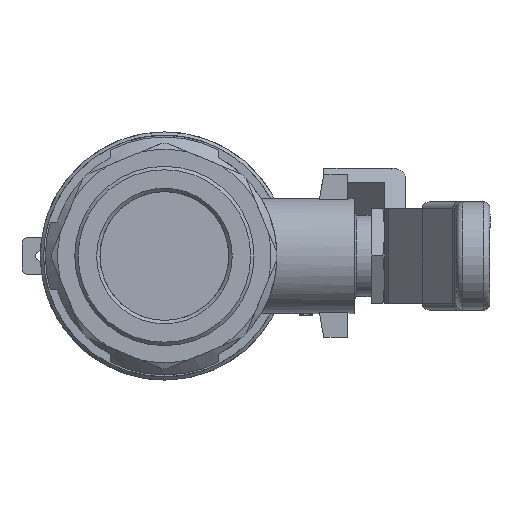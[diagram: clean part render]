
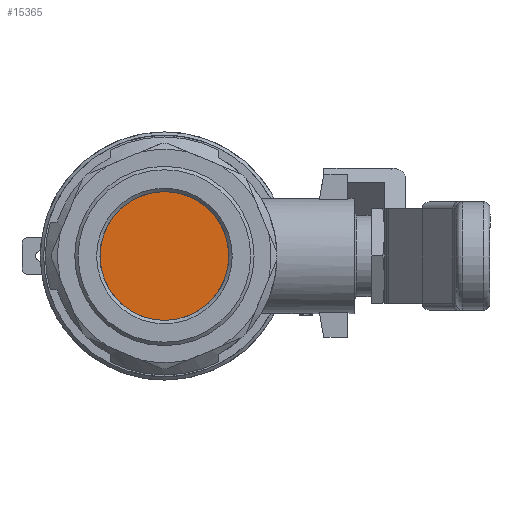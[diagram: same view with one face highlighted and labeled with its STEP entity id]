
A CAD part, front view. The second image highlights one B-rep face of the part: STEP entity #15365.
In plain terms, the highlighted face is planar.
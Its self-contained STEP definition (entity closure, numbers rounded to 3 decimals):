
#1455=PLANE('',#16157);
#5133=ORIENTED_EDGE('',*,*,#7288,.T.);
#7288=EDGE_CURVE('',#8600,#8600,#9053,.T.);
#8600=VERTEX_POINT('',#31513);
#9053=CIRCLE('',#16155,12.);
#9813=EDGE_LOOP('',(#5133));
#10678=FACE_BOUND('',#9813,.T.);
#15365=ADVANCED_FACE('',(#10678),#1455,.T.);
#16155=AXIS2_PLACEMENT_3D('',#31512,#17794,#17795);
#16157=AXIS2_PLACEMENT_3D('',#31516,#17798,#17799);
#17794=DIRECTION('',(0.,1.,0.));
#17795=DIRECTION('',(1.,0.,0.));
#17798=DIRECTION('',(0.,1.,0.));
#17799=DIRECTION('',(0.,0.,1.));
#31512=CARTESIAN_POINT('',(0.,2.,0.));
#31513=CARTESIAN_POINT('',(12.,2.,0.));
#31516=CARTESIAN_POINT('',(0.,2.,0.));
